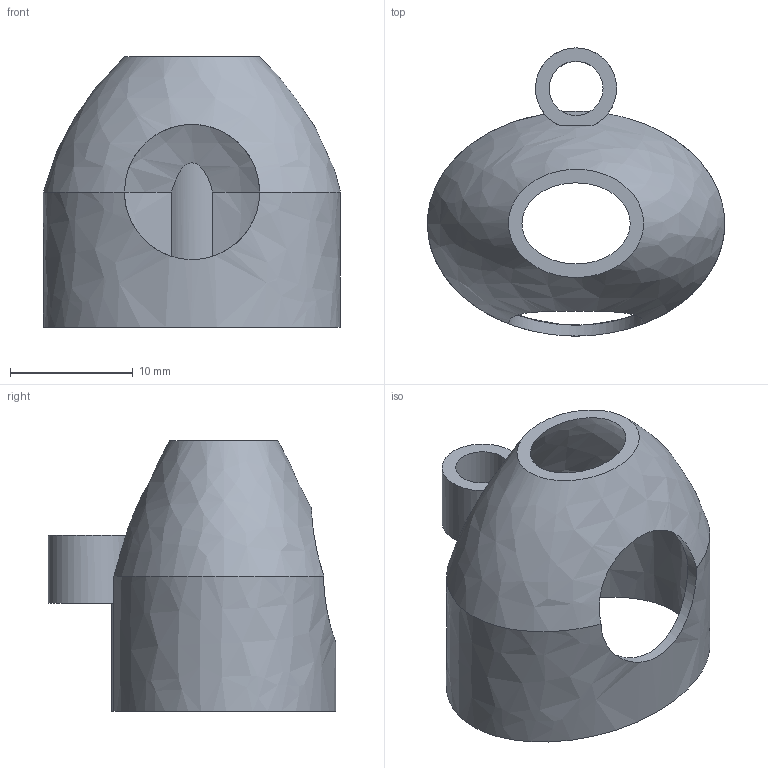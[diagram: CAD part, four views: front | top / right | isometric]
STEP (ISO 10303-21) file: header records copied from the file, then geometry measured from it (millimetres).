
FILE_DESCRIPTION(/* description */ (''),/* implementation_level */ '2;1');
FILE_NAME(/* name */ 'Middle.step',/* time_stamp */ '2022-12-05T02:35:14-05:00',/* author */ (''),/* organization */ (''),/* preprocessor_version */ 'ST-DEVELOPER v19.2',/* originating_system */ 'Autodesk Translation Framework v11.17.0.187',/* authorisation */ '');
FILE_SCHEMA (('AUTOMOTIVE_DESIGN { 1 0 10303 214 3 1 1 }'));
Length unit declared in the file: millimetre
Products named in the file (1): Middle
Bounding box: 24.19 x 23.44 x 22 mm (x, y, z)
Volume: 1174.2 mm3; surface area: 2714.3 mm2
Topology: 1 solids, 1 shells, 16 faces, 45 edges, 28 vertices
Faces by surface type: bspline 6, plane 6, cylinder 4
Full cylindrical faces by diameter (mm): 4.4 x1, 11 x1
Entity records: 991 total; most frequent: CARTESIAN_POINT 572, ORIENTED_EDGE 90, DIRECTION 66, EDGE_CURVE 45, VERTEX_POINT 28, AXIS2_PLACEMENT_3D 25, EDGE_LOOP 19, FACE_OUTER_BOUND 16
